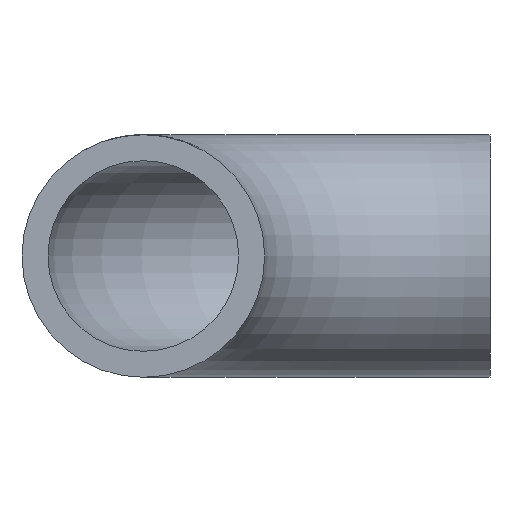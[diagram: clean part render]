
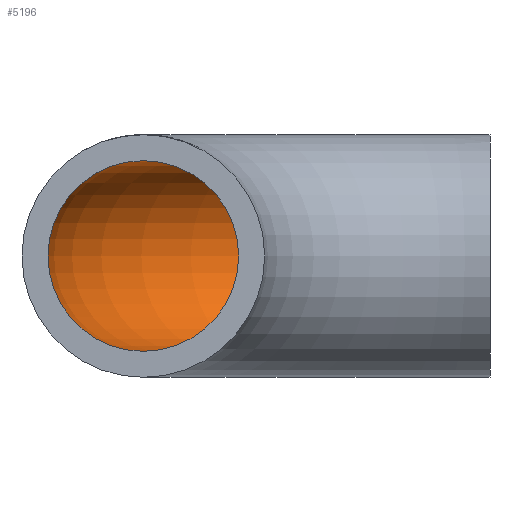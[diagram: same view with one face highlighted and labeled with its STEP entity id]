
A CAD part, front view. The second image highlights one B-rep face of the part: STEP entity #5196.
In plain terms, the highlighted toroidal (fillet/blend) face has major radius 20 mm and minor radius 5.5 mm.
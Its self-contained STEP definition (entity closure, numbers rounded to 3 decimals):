
#153 = CARTESIAN_POINT ( 'NONE',  ( 0., 20., 0. ) ) ;
#461 = FACE_OUTER_BOUND ( 'NONE', #5497, .T. ) ;
#647 = AXIS2_PLACEMENT_3D ( 'NONE', #3273, #3870, #4489 ) ;
#934 = EDGE_LOOP ( 'NONE', ( #1080 ) ) ;
#945 = AXIS2_PLACEMENT_3D ( 'NONE', #153, #1410, #4279 ) ;
#1080 = ORIENTED_EDGE ( 'NONE', *, *, #4061, .T. ) ;
#1232 = CIRCLE ( 'NONE', #647, 5.5 ) ;
#1349 = CIRCLE ( 'NONE', #945, 5.5 ) ;
#1410 = DIRECTION ( 'NONE',  ( 1., 0., 0. ) ) ;
#1500 = ORIENTED_EDGE ( 'NONE', *, *, #2755, .F. ) ;
#2448 = DIRECTION ( 'NONE',  ( -1., 0., 0. ) ) ;
#2755 = EDGE_CURVE ( 'NONE', #7592, #7592, #1232, .T. ) ;
#2949 = VERTEX_POINT ( 'NONE', #5409 ) ;
#3273 = CARTESIAN_POINT ( 'NONE',  ( -20., 0., 0. ) ) ;
#3870 = DIRECTION ( 'NONE',  ( 0., 1., 0. ) ) ;
#4061 = EDGE_CURVE ( 'NONE', #2949, #2949, #1349, .T. ) ;
#4279 = DIRECTION ( 'NONE',  ( 0., 1., 0. ) ) ;
#4435 = TOROIDAL_SURFACE ( 'NONE', #4893, 20., 5.5 ) ;
#4489 = DIRECTION ( 'NONE',  ( 0., 0., 1. ) ) ;
#4893 = AXIS2_PLACEMENT_3D ( 'NONE', #7279, #6717, #2448 ) ;
#5196 = ADVANCED_FACE ( 'NONE', ( #5764, #461 ), #4435, .F. ) ;
#5409 = CARTESIAN_POINT ( 'NONE',  ( 0., 25.5, 0. ) ) ;
#5497 = EDGE_LOOP ( 'NONE', ( #1500 ) ) ;
#5764 = FACE_OUTER_BOUND ( 'NONE', #934, .T. ) ;
#6016 = CARTESIAN_POINT ( 'NONE',  ( -20., 0., 5.5 ) ) ;
#6717 = DIRECTION ( 'NONE',  ( 0., 0., -1. ) ) ;
#7279 = CARTESIAN_POINT ( 'NONE',  ( 0., 0., 0. ) ) ;
#7592 = VERTEX_POINT ( 'NONE', #6016 ) ;
